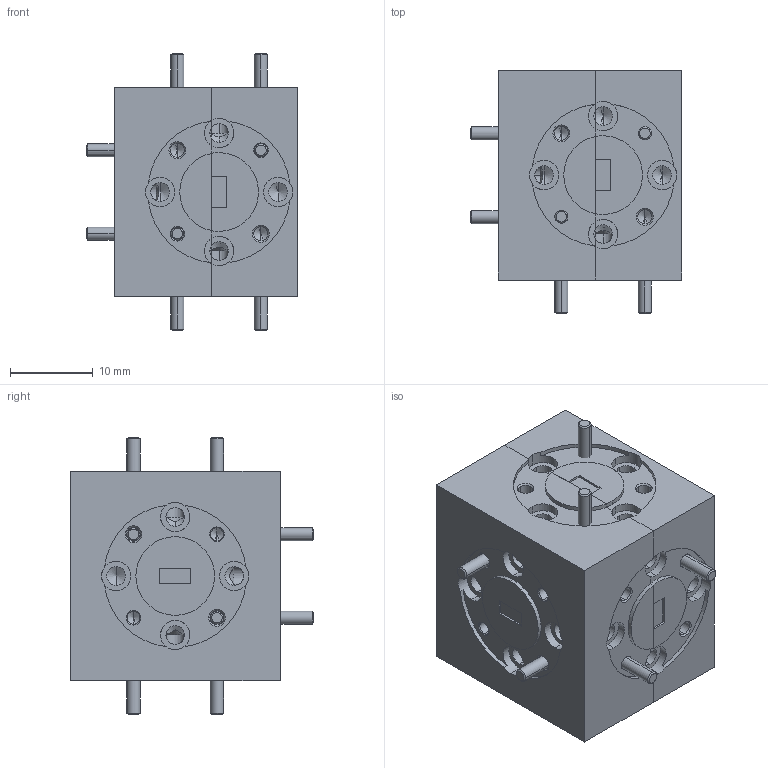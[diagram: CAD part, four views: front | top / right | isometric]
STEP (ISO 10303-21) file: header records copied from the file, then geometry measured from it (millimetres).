
FILE_DESCRIPTION (( 'STEP AP203' ), '1' );
FILE_NAME ('SWM-50375320-15-SB,DF.STEP', '2019-06-05T17:49:39', ( '' ), ( '' ), 'SwSTEP 2.0', 'SolidWorks 2016', '' );
FILE_SCHEMA (( 'CONFIG_CONTROL_DESIGN' ));
Length unit declared in the file: inch
Products named in the file (1): SWM-50375320-15-SB,DF
Bounding box: 25.57 x 29.46 x 33.53 mm (x, y, z)
Volume: 13019.4 mm3; surface area: 8013.1 mm2
Topology: 14 solids, 14 shells, 854 faces, 2248 edges, 1404 vertices
Faces by surface type: cylinder 532, cone 184, plane 130, bspline 8
Entity records: 33671 total; most frequent: CARTESIAN_POINT 14574, ORIENTED_EDGE 4380, DIRECTION 3691, EDGE_CURVE 2190, AXIS2_PLACEMENT_3D 1407, VERTEX_POINT 1404, EDGE_LOOP 908, LINE 877
